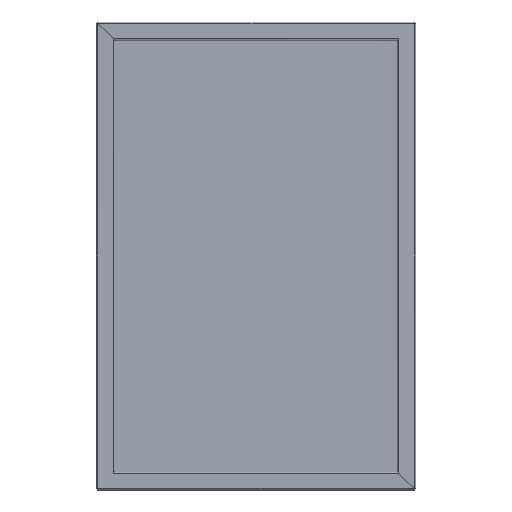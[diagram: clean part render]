
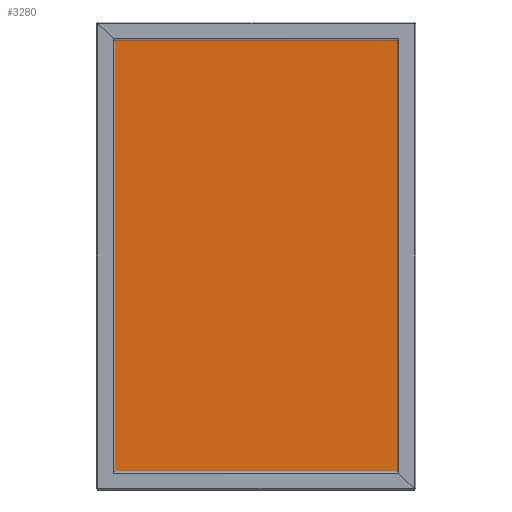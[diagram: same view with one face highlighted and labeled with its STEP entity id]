
A CAD part, front view. The second image highlights one B-rep face of the part: STEP entity #3280.
In plain terms, the highlighted planar face has unit normal (0, -1, 0).
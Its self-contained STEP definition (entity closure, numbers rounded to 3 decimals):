
#3280 = ADVANCED_FACE( '', ( #7156 ), #7157, .T. );
#7156 = FACE_OUTER_BOUND( '', #12406, .T. );
#7157 = PLANE( '', #12407 );
#12406 = EDGE_LOOP( '', ( #21300, #21301, #21302, #21303 ) );
#12407 = AXIS2_PLACEMENT_3D( '', #21304, #21305, #21306 );
#21300 = ORIENTED_EDGE( '', *, *, #37926, .T. );
#21301 = ORIENTED_EDGE( '', *, *, #37583, .T. );
#21302 = ORIENTED_EDGE( '', *, *, #37927, .T. );
#21303 = ORIENTED_EDGE( '', *, *, #36441, .T. );
#21304 = CARTESIAN_POINT( '', ( 0., 0., 0. ) );
#21305 = DIRECTION( '', ( 0., -1., 0. ) );
#21306 = DIRECTION( '', ( 0., 0., -1. ) );
#36441 = EDGE_CURVE( '', #41779, #41780, #41781, .T. );
#37583 = EDGE_CURVE( '', #43743, #43744, #43745, .T. );
#37926 = EDGE_CURVE( '', #41780, #43743, #44305, .T. );
#37927 = EDGE_CURVE( '', #43744, #41779, #44306, .T. );
#41779 = VERTEX_POINT( '', #50079 );
#41780 = VERTEX_POINT( '', #50080 );
#41781 = LINE( '', #50081, #50082 );
#43743 = VERTEX_POINT( '', #56051 );
#43744 = VERTEX_POINT( '', #56052 );
#43745 = LINE( '', #56053, #56054 );
#44305 = LINE( '', #57753, #57754 );
#44306 = LINE( '', #57755, #57756 );
#50079 = CARTESIAN_POINT( '', ( 252.413, 0., 379.413 ) );
#50080 = CARTESIAN_POINT( '', ( -252.413, 0., 379.413 ) );
#50081 = CARTESIAN_POINT( '', ( 252.413, 0., 379.413 ) );
#50082 = VECTOR( '', #73235, 1000. );
#56051 = CARTESIAN_POINT( '', ( -252.413, 0., -379.413 ) );
#56052 = CARTESIAN_POINT( '', ( 252.413, 0., -379.413 ) );
#56053 = CARTESIAN_POINT( '', ( -252.413, 0., -379.413 ) );
#56054 = VECTOR( '', #73647, 1000. );
#57753 = CARTESIAN_POINT( '', ( -252.413, 0., 379.413 ) );
#57754 = VECTOR( '', #73800, 1000. );
#57755 = CARTESIAN_POINT( '', ( 252.413, 0., -379.413 ) );
#57756 = VECTOR( '', #73801, 1000. );
#73235 = DIRECTION( '', ( -1., 0., 0. ) );
#73647 = DIRECTION( '', ( 1., 0., 0. ) );
#73800 = DIRECTION( '', ( 0., 0., -1. ) );
#73801 = DIRECTION( '', ( 0., 0., 1. ) );
